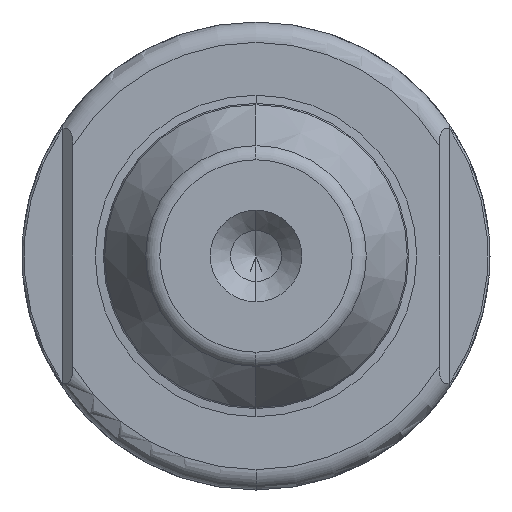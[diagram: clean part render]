
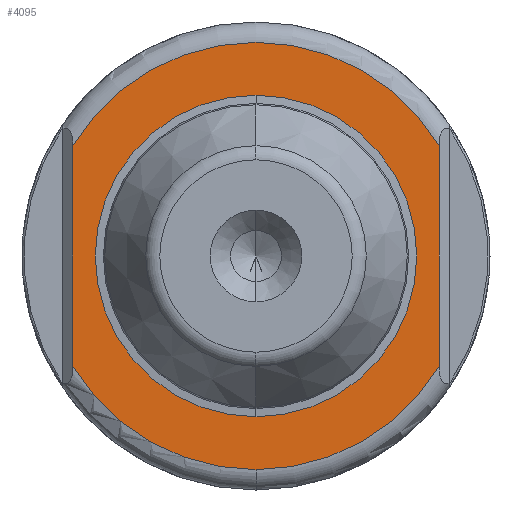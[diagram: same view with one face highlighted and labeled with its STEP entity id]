
A CAD part, left-side view. The second image highlights one B-rep face of the part: STEP entity #4095.
In plain terms, the highlighted planar face has unit normal (-1, 0, 0).
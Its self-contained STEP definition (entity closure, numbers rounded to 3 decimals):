
#117 = EDGE_CURVE ( 'NONE', #2437, #3369, #3683, .T. ) ;
#147 = CARTESIAN_POINT ( 'NONE',  ( 29., 9., -11.5 ) ) ;
#192 = DIRECTION ( 'NONE',  ( 0., 0., -1. ) ) ;
#355 = EDGE_CURVE ( 'NONE', #663, #4715, #3083, .T. ) ;
#503 = FACE_OUTER_BOUND ( 'NONE', #4806, .T. ) ;
#523 = ORIENTED_EDGE ( 'NONE', *, *, #1873, .T. ) ;
#537 = ORIENTED_EDGE ( 'NONE', *, *, #1077, .F. ) ;
#655 = CARTESIAN_POINT ( 'NONE',  ( 29., -9., 5.408 ) ) ;
#663 = VERTEX_POINT ( 'NONE', #4110 ) ;
#765 = CARTESIAN_POINT ( 'NONE',  ( 29., 0., 0. ) ) ;
#910 = EDGE_CURVE ( 'NONE', #4715, #3140, #1169, .T. ) ;
#922 = CIRCLE ( 'NONE', #3109, 7.9 ) ;
#1077 = EDGE_CURVE ( 'NONE', #2592, #3027, #922, .T. ) ;
#1089 = AXIS2_PLACEMENT_3D ( 'NONE', #3381, #3365, #3354 ) ;
#1116 = CIRCLE ( 'NONE', #1775, 10.5 ) ;
#1133 = EDGE_LOOP ( 'NONE', ( #2700, #537 ) ) ;
#1145 = DIRECTION ( 'NONE',  ( 0., 0., -1. ) ) ;
#1169 = CIRCLE ( 'NONE', #1089, 10.5 ) ;
#1187 = DIRECTION ( 'NONE',  ( 1., 0., 0. ) ) ;
#1416 = FACE_BOUND ( 'NONE', #1133, .T. ) ;
#1511 = CARTESIAN_POINT ( 'NONE',  ( 29., 0., -10.5 ) ) ;
#1546 = DIRECTION ( 'NONE',  ( 0., 0., -1. ) ) ;
#1775 = AXIS2_PLACEMENT_3D ( 'NONE', #765, #3393, #1145 ) ;
#1873 = EDGE_CURVE ( 'NONE', #3140, #2437, #1116, .T. ) ;
#1897 = EDGE_CURVE ( 'NONE', #3027, #2592, #3008, .T. ) ;
#1911 = DIRECTION ( 'NONE',  ( -1., 0., 0. ) ) ;
#1958 = ORIENTED_EDGE ( 'NONE', *, *, #355, .T. ) ;
#2170 = ORIENTED_EDGE ( 'NONE', *, *, #910, .T. ) ;
#2235 = ORIENTED_EDGE ( 'NONE', *, *, #3686, .T. ) ;
#2236 = CIRCLE ( 'NONE', #3075, 10.5 ) ;
#2420 = DIRECTION ( 'NONE',  ( 0., 0., 1. ) ) ;
#2437 = VERTEX_POINT ( 'NONE', #3727 ) ;
#2487 = DIRECTION ( 'NONE',  ( -1., 0., 0. ) ) ;
#2555 = CARTESIAN_POINT ( 'NONE',  ( 29., -9., -11.5 ) ) ;
#2592 = VERTEX_POINT ( 'NONE', #3516 ) ;
#2697 = PLANE ( 'NONE',  #4485 ) ;
#2700 = ORIENTED_EDGE ( 'NONE', *, *, #1897, .F. ) ;
#2720 = DIRECTION ( 'NONE',  ( 0., 0., 1. ) ) ;
#2732 = DIRECTION ( 'NONE',  ( -1., 0., 0. ) ) ;
#2752 = CARTESIAN_POINT ( 'NONE',  ( 29., 0., 0. ) ) ;
#2787 = AXIS2_PLACEMENT_3D ( 'NONE', #4156, #1911, #4527 ) ;
#3008 = CIRCLE ( 'NONE', #2787, 7.9 ) ;
#3027 = VERTEX_POINT ( 'NONE', #3736 ) ;
#3075 = AXIS2_PLACEMENT_3D ( 'NONE', #4718, #2487, #192 ) ;
#3083 = LINE ( 'NONE', #147, #3456 ) ;
#3109 = AXIS2_PLACEMENT_3D ( 'NONE', #2752, #2732, #2720 ) ;
#3140 = VERTEX_POINT ( 'NONE', #1511 ) ;
#3354 = DIRECTION ( 'NONE',  ( 0., 0., -1. ) ) ;
#3365 = DIRECTION ( 'NONE',  ( -1., 0., 0. ) ) ;
#3369 = VERTEX_POINT ( 'NONE', #655 ) ;
#3381 = CARTESIAN_POINT ( 'NONE',  ( 29., 0., 0. ) ) ;
#3393 = DIRECTION ( 'NONE',  ( -1., 0., 0. ) ) ;
#3435 = CARTESIAN_POINT ( 'NONE',  ( 29., 0., -11.5 ) ) ;
#3456 = VECTOR ( 'NONE', #1546, 1000. ) ;
#3516 = CARTESIAN_POINT ( 'NONE',  ( 29., 0., -7.9 ) ) ;
#3683 = LINE ( 'NONE', #2555, #4543 ) ;
#3686 = EDGE_CURVE ( 'NONE', #3369, #663, #2236, .T. ) ;
#3717 = ORIENTED_EDGE ( 'NONE', *, *, #117, .T. ) ;
#3727 = CARTESIAN_POINT ( 'NONE',  ( 29., -9., -5.408 ) ) ;
#3736 = CARTESIAN_POINT ( 'NONE',  ( 29., 0., 7.9 ) ) ;
#3759 = CARTESIAN_POINT ( 'NONE',  ( 29., 9., -5.408 ) ) ;
#3827 = DIRECTION ( 'NONE',  ( 0., 0., -1. ) ) ;
#4095 = ADVANCED_FACE ( 'NONE', ( #503, #1416 ), #2697, .F. ) ;
#4110 = CARTESIAN_POINT ( 'NONE',  ( 29., 9., 5.408 ) ) ;
#4156 = CARTESIAN_POINT ( 'NONE',  ( 29., 0., 0. ) ) ;
#4485 = AXIS2_PLACEMENT_3D ( 'NONE', #3435, #1187, #3827 ) ;
#4527 = DIRECTION ( 'NONE',  ( 0., 0., 1. ) ) ;
#4543 = VECTOR ( 'NONE', #2420, 1000. ) ;
#4715 = VERTEX_POINT ( 'NONE', #3759 ) ;
#4718 = CARTESIAN_POINT ( 'NONE',  ( 29., 0., 0. ) ) ;
#4806 = EDGE_LOOP ( 'NONE', ( #2170, #523, #3717, #2235, #1958 ) ) ;
